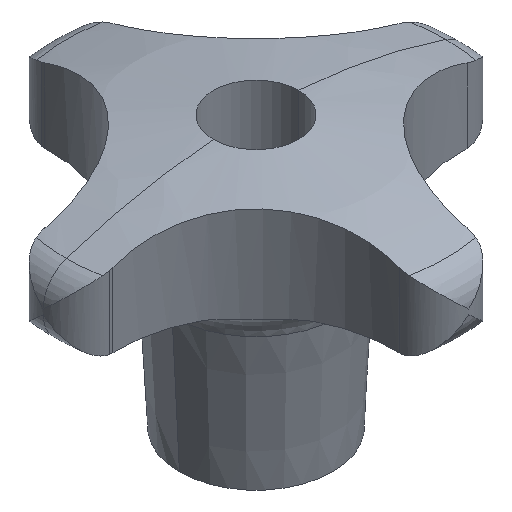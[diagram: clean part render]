
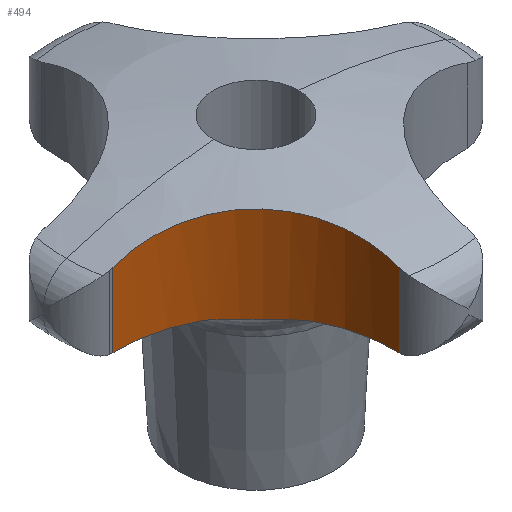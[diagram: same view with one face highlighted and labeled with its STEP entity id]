
A CAD part, isometric view. The second image highlights one B-rep face of the part: STEP entity #494.
In plain terms, the highlighted cylindrical face has radius 16 mm (diameter 32 mm), a partial arc.
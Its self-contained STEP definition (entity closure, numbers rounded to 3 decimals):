
#270=EDGE_CURVE('',#554,#614,#715,.T.);
#292=EDGE_CURVE('',#546,#554,#739,.T.);
#334=VERTEX_POINT('',#784);
#412=EDGE_CURVE('',#334,#594,#871,.T.);
#430=VERTEX_POINT('',#889);
#450=EDGE_CURVE('',#462,#546,#913,.T.);
#462=VERTEX_POINT('',#927);
#494=ADVANCED_FACE('',(#962),#963,.F.);
#546=VERTEX_POINT('',#1018);
#552=EDGE_CURVE('',#614,#430,#1024,.T.);
#554=VERTEX_POINT('',#1026);
#594=VERTEX_POINT('',#1070);
#614=VERTEX_POINT('',#1090);
#616=EDGE_CURVE('',#594,#650,#1092,.T.);
#624=EDGE_CURVE('',#650,#462,#1101,.T.);
#650=VERTEX_POINT('',#1131);
#658=EDGE_CURVE('',#334,#430,#1140,.T.);
#715=LINE('',#1218,#1219);
#739=B_SPLINE_CURVE_WITH_KNOTS('',3,(#1272,#1273,#1274,#1275),.UNSPECIFIED.,.F.,.F.,(4,4),(-0.586,-0.409),.UNSPECIFIED.);
#784=CARTESIAN_POINT('',(-3.995,-20.795,20.004));
#871=B_SPLINE_CURVE_WITH_KNOTS('',3,(#1542,#1543,#1544,#1545),.UNSPECIFIED.,.F.,.F.,(4,4),(-6.619,-6.441),.UNSPECIFIED.);
#889=CARTESIAN_POINT('',(-3.995,-20.795,28.72));
#913=CIRCLE('',#1663,16.0);
#927=CARTESIAN_POINT('',(-12.577,-5.786,20.0));
#962=FACE_OUTER_BOUND('',#1764,.T.);
#963=CYLINDRICAL_SURFACE('',#1765,16.0);
#1018=CARTESIAN_POINT('',(-20.618,-3.987,20.0));
#1024=B_SPLINE_CURVE_WITH_KNOTS('',3,(#1947,#1948,#1949,#1950,#1951,#1952,#1953,#1954,#1955,#1956,#1957,#1958,#1959,#1960,#1961,#1962,#1963,#1964,#1965,#1966),.UNSPECIFIED.,.F.,.F.,(4,2,2,2,2,2,2,2,2,4),(25.093,28.217,31.341,34.465,37.589,40.7,43.811,46.923,50.034,51.341),.UNSPECIFIED.);
#1026=CARTESIAN_POINT('',(-20.795,-3.995,20.004));
#1070=CARTESIAN_POINT('',(-3.987,-20.618,20.0));
#1090=CARTESIAN_POINT('',(-20.795,-3.995,28.72));
#1092=CIRCLE('',#2098,16.0);
#1101=B_SPLINE_CURVE_WITH_KNOTS('',3,(#2108,#2109,#2110,#2111,#2112,#2113,#2114,#2115,#2116,#2117,#2118,#2119,#2120,#2121,#2122,#2123,#2124,#2125),.UNSPECIFIED.,.F.,.F.,(4,2,2,2,2,2,2,2,4),(-11.174,-10.365,-8.808,-7.544,-6.793,-6.136,-5.326,-3.814,-1.86),.UNSPECIFIED.);
#1131=CARTESIAN_POINT('',(-5.786,-12.577,20.0));
#1140=LINE('',#2190,#2191);
#1218=CARTESIAN_POINT('',(-20.795,-3.995,0.));
#1219=VECTOR('',#2250,1.0);
#1272=CARTESIAN_POINT('',(-20.618,-3.987,20.0));
#1273=CARTESIAN_POINT('',(-20.677,-3.989,20.0));
#1274=CARTESIAN_POINT('',(-20.736,-3.992,20.001));
#1275=CARTESIAN_POINT('',(-20.795,-3.995,20.004));
#1542=CARTESIAN_POINT('',(-3.995,-20.795,20.004));
#1543=CARTESIAN_POINT('',(-3.992,-20.736,20.001));
#1544=CARTESIAN_POINT('',(-3.989,-20.677,20.0));
#1545=CARTESIAN_POINT('',(-3.987,-20.618,20.0));
#1663=AXIS2_PLACEMENT_3D('',#2474,#2475,#2476);
#1764=EDGE_LOOP('',(#2542,#2543,#2544,#2545,#2546,#2547,#2548,#2549));
#1765=AXIS2_PLACEMENT_3D('',#2550,#2551,#2552);
#1947=CARTESIAN_POINT('',(-20.795,-3.995,28.72));
#1948=CARTESIAN_POINT('',(-19.803,-3.944,29.033));
#1949=CARTESIAN_POINT('',(-18.763,-3.985,29.33));
#1950=CARTESIAN_POINT('',(-16.669,-4.283,29.86));
#1951=CARTESIAN_POINT('',(-15.616,-4.54,30.094));
#1952=CARTESIAN_POINT('',(-13.575,-5.269,30.478));
#1953=CARTESIAN_POINT('',(-12.585,-5.741,30.628));
#1954=CARTESIAN_POINT('',(-10.738,-6.864,30.839));
#1955=CARTESIAN_POINT('',(-9.881,-7.515,30.898));
#1956=CARTESIAN_POINT('',(-8.355,-8.925,30.932));
#1957=CARTESIAN_POINT('',(-7.639,-9.726,30.907));
#1958=CARTESIAN_POINT('',(-6.375,-11.474,30.767));
#1959=CARTESIAN_POINT('',(-5.826,-12.423,30.651));
#1960=CARTESIAN_POINT('',(-4.937,-14.4,30.333));
#1961=CARTESIAN_POINT('',(-4.596,-15.431,30.132));
#1962=CARTESIAN_POINT('',(-4.131,-17.498,29.661));
#1963=CARTESIAN_POINT('',(-4.007,-18.533,29.391));
#1964=CARTESIAN_POINT('',(-3.968,-19.948,28.982));
#1965=CARTESIAN_POINT('',(-3.973,-20.37,28.854));
#1966=CARTESIAN_POINT('',(-3.995,-20.795,28.72));
#2098=AXIS2_PLACEMENT_3D('',#2654,#2655,#2656);
#2108=CARTESIAN_POINT('',(-5.786,-12.577,20.0));
#2109=CARTESIAN_POINT('',(-5.917,-12.326,20.0));
#2110=CARTESIAN_POINT('',(-6.054,-12.079,19.989));
#2111=CARTESIAN_POINT('',(-6.474,-11.368,19.936));
#2112=CARTESIAN_POINT('',(-6.774,-10.914,19.875));
#2113=CARTESIAN_POINT('',(-7.36,-10.121,19.773));
#2114=CARTESIAN_POINT('',(-7.637,-9.775,19.73));
#2115=CARTESIAN_POINT('',(-8.107,-9.239,19.685));
#2116=CARTESIAN_POINT('',(-8.285,-9.044,19.674));
#2117=CARTESIAN_POINT('',(-8.632,-8.686,19.666));
#2118=CARTESIAN_POINT('',(-8.797,-8.523,19.667));
#2119=CARTESIAN_POINT('',(-9.174,-8.165,19.681));
#2120=CARTESIAN_POINT('',(-9.386,-7.975,19.696));
#2121=CARTESIAN_POINT('',(-10.01,-7.443,19.756));
#2122=CARTESIAN_POINT('',(-10.432,-7.119,19.814));
#2123=CARTESIAN_POINT('',(-11.422,-6.434,19.939));
#2124=CARTESIAN_POINT('',(-11.995,-6.09,20.0));
#2125=CARTESIAN_POINT('',(-12.577,-5.786,20.0));
#2190=CARTESIAN_POINT('',(-3.995,-20.795,0.));
#2191=VECTOR('',#2715,1.0);
#2250=DIRECTION('',(0.0,0.,1.0));
#2474=CARTESIAN_POINT('',(-19.974,-19.974,20.0));
#2475=DIRECTION('',(0.,0.,1.0));
#2476=DIRECTION('',(-0.051,0.999,0.));
#2542=ORIENTED_EDGE('',*,*,#552,.F.);
#2543=ORIENTED_EDGE('',*,*,#270,.F.);
#2544=ORIENTED_EDGE('',*,*,#292,.F.);
#2545=ORIENTED_EDGE('',*,*,#450,.F.);
#2546=ORIENTED_EDGE('',*,*,#624,.F.);
#2547=ORIENTED_EDGE('',*,*,#616,.F.);
#2548=ORIENTED_EDGE('',*,*,#412,.F.);
#2549=ORIENTED_EDGE('',*,*,#658,.T.);
#2550=CARTESIAN_POINT('',(-19.974,-19.974,0.));
#2551=DIRECTION('',(-0.0,0.,-1.0));
#2552=DIRECTION('',(-0.051,0.999,0.));
#2654=CARTESIAN_POINT('',(-19.974,-19.974,20.0));
#2655=DIRECTION('',(0.,0.,1.0));
#2656=DIRECTION('',(-0.051,0.999,0.));
#2715=DIRECTION('',(0.0,0.,1.0));
